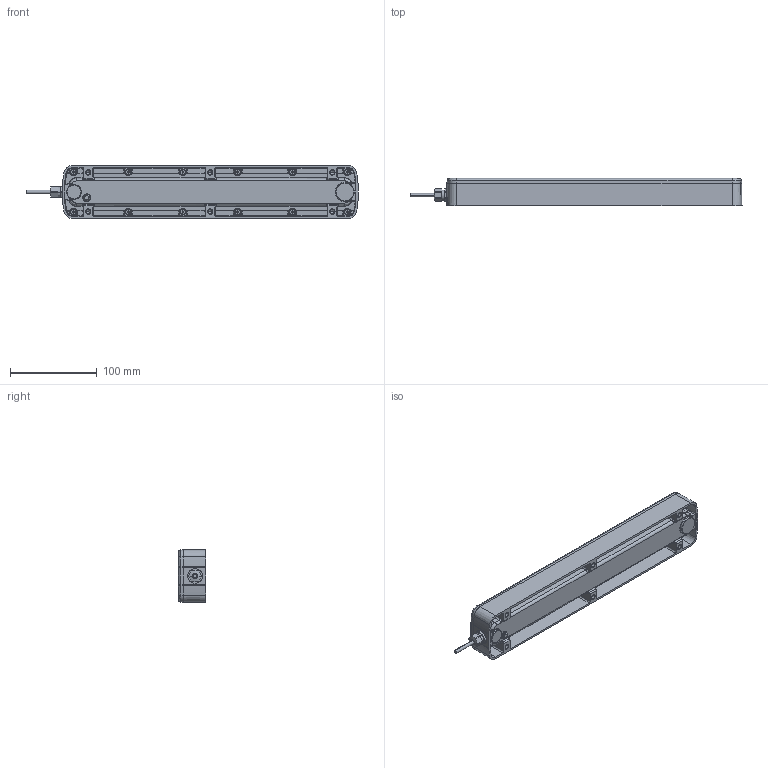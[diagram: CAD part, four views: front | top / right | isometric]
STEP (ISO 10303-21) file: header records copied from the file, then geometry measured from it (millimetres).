
FILE_DESCRIPTION((''),'2;1');
FILE_NAME('173651_ASM','2013-08-07T',('pdmadmin'),(''),'PRO/ENGINEER BY PARAMETRIC TECHNOLOGY CORPORATION, 2012300','PRO/ENGINEER BY PARAMETRIC TECHNOLOGY CORPORATION, 2012300','');
FILE_SCHEMA(('CONFIG_CONTROL_DESIGN'));
Length unit declared in the file: millimetre
Products named in the file (7): 169167; 130487; 169171; 170031; CABLE_406; 133697; 173651_ASM
Assembly tree (17 placements, depth 2):
  173651_ASM
    169167
    130487
    169171
    170031
    CABLE_406
    133697  x12
Bounding box: 381.99 x 31.3 x 60.89 mm (x, y, z)
Volume: 261993.3 mm3; surface area: 180037.2 mm2
Topology: 17 solids, 36 shells, 2424 faces, 6059 edges, 3717 vertices
Faces by surface type: plane 823, cylinder 761, bspline 335, cone 260, torus 177, sphere 68
Entity records: 86742 total; most frequent: CARTESIAN_POINT 36441, ORIENTED_EDGE 10776, DIRECTION 10161, EDGE_CURVE 5426, AXIS2_PLACEMENT_3D 3786, VERTEX_POINT 3343, VECTOR 2589, LINE 2589
